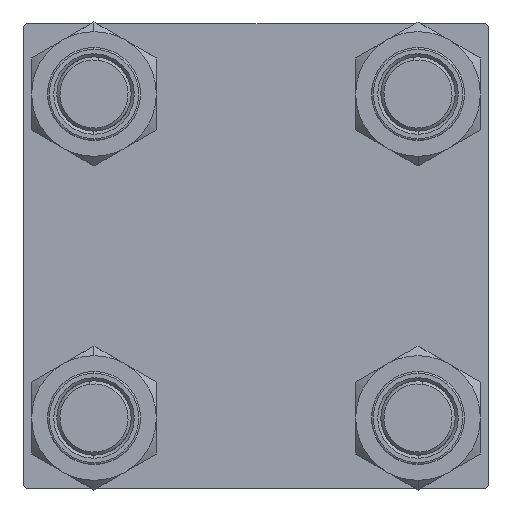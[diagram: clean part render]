
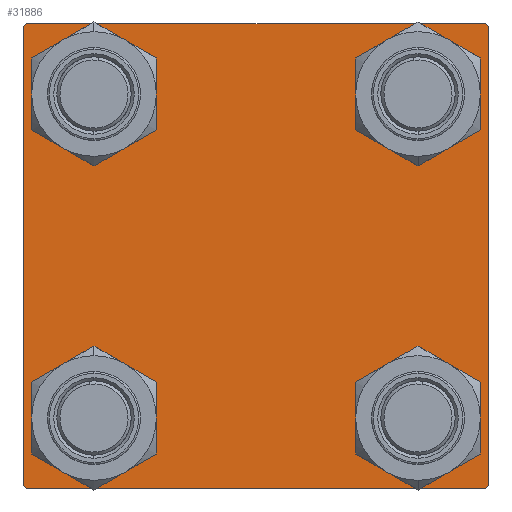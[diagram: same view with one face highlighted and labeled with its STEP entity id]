
A CAD part, left-side view. The second image highlights one B-rep face of the part: STEP entity #31886.
In plain terms, the highlighted planar face has unit normal (-1, 0, 0).
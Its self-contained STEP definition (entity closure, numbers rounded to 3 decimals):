
#301 = AXIS2_PLACEMENT_3D ( 'NONE', #8685, #19862, #32341 ) ;
#455 = VERTEX_POINT ( 'NONE', #31798 ) ;
#470 = EDGE_CURVE ( 'NONE', #455, #10292, #46627, .T. ) ;
#1315 = ORIENTED_EDGE ( 'NONE', *, *, #39048, .F. ) ;
#1358 = CARTESIAN_POINT ( 'NONE',  ( 0., -37.5, 37. ) ) ;
#1841 = DIRECTION ( 'NONE',  ( -1., 0., 0. ) ) ;
#2040 = CARTESIAN_POINT ( 'NONE',  ( 0., -26.15, -26.15 ) ) ;
#2432 = EDGE_LOOP ( 'NONE', ( #35940, #31461 ) ) ;
#4622 = DIRECTION ( 'NONE',  ( 0., 0., 1. ) ) ;
#5382 = DIRECTION ( 'NONE',  ( 1., 0., 0. ) ) ;
#5400 = DIRECTION ( 'NONE',  ( 0., 0., 1. ) ) ;
#5610 = DIRECTION ( 'NONE',  ( 1., 0., 0. ) ) ;
#5678 = VERTEX_POINT ( 'NONE', #28136 ) ;
#5703 = FACE_BOUND ( 'NONE', #44583, .T. ) ;
#5801 = LINE ( 'NONE', #6045, #10013 ) ;
#5821 = DIRECTION ( 'NONE',  ( 0., 0., 1. ) ) ;
#6045 = CARTESIAN_POINT ( 'NONE',  ( 0., 37.25, -37.25 ) ) ;
#6300 = VECTOR ( 'NONE', #48421, 1000. ) ;
#6442 = DIRECTION ( 'NONE',  ( 1., 0., 0. ) ) ;
#7258 = EDGE_CURVE ( 'NONE', #5678, #15489, #10428, .T. ) ;
#7884 = CARTESIAN_POINT ( 'NONE',  ( 0., -26.15, -26.15 ) ) ;
#8642 = CARTESIAN_POINT ( 'NONE',  ( 0., 37.5, 37.5 ) ) ;
#8685 = CARTESIAN_POINT ( 'NONE',  ( 0., 26.15, -26.15 ) ) ;
#9281 = CIRCLE ( 'NONE', #11724, 6.5 ) ;
#9758 = LINE ( 'NONE', #32425, #34575 ) ;
#9987 = CIRCLE ( 'NONE', #38447, 6.5 ) ;
#10013 = VECTOR ( 'NONE', #32271, 1000. ) ;
#10045 = CARTESIAN_POINT ( 'NONE',  ( 0., 26.15, -19.65 ) ) ;
#10068 = CARTESIAN_POINT ( 'NONE',  ( 0., 37., -37.5 ) ) ;
#10292 = VERTEX_POINT ( 'NONE', #40468 ) ;
#10428 = CIRCLE ( 'NONE', #38902, 6.5 ) ;
#10499 = CARTESIAN_POINT ( 'NONE',  ( 0., -26.15, 26.15 ) ) ;
#10950 = ORIENTED_EDGE ( 'NONE', *, *, #22501, .T. ) ;
#11582 = ORIENTED_EDGE ( 'NONE', *, *, #18708, .T. ) ;
#11724 = AXIS2_PLACEMENT_3D ( 'NONE', #40005, #5382, #4622 ) ;
#12925 = CARTESIAN_POINT ( 'NONE',  ( 0., 26.15, 26.15 ) ) ;
#12929 = DIRECTION ( 'NONE',  ( 0., 0., 1. ) ) ;
#13273 = ORIENTED_EDGE ( 'NONE', *, *, #34540, .T. ) ;
#13326 = FACE_BOUND ( 'NONE', #2432, .T. ) ;
#13446 = CARTESIAN_POINT ( 'NONE',  ( 0., 26.15, 26.15 ) ) ;
#14114 = CIRCLE ( 'NONE', #301, 6.5 ) ;
#15069 = CARTESIAN_POINT ( 'NONE',  ( 0., -37.5, 37.5 ) ) ;
#15393 = CARTESIAN_POINT ( 'NONE',  ( 0., 37.5, 37.5 ) ) ;
#15489 = VERTEX_POINT ( 'NONE', #24884 ) ;
#15547 = VECTOR ( 'NONE', #38946, 1000. ) ;
#15779 = DIRECTION ( 'NONE',  ( 0., 0.707, 0.707 ) ) ;
#16730 = AXIS2_PLACEMENT_3D ( 'NONE', #2040, #17574, #5400 ) ;
#17225 = ORIENTED_EDGE ( 'NONE', *, *, #31149, .T. ) ;
#17378 = DIRECTION ( 'NONE',  ( 0., 0., 1. ) ) ;
#17574 = DIRECTION ( 'NONE',  ( 1., 0., 0. ) ) ;
#18708 = EDGE_CURVE ( 'NONE', #41554, #20908, #9987, .T. ) ;
#18916 = ORIENTED_EDGE ( 'NONE', *, *, #36546, .T. ) ;
#19862 = DIRECTION ( 'NONE',  ( 1., 0., 0. ) ) ;
#20444 = DIRECTION ( 'NONE',  ( 0., -0.707, 0.707 ) ) ;
#20908 = VERTEX_POINT ( 'NONE', #23577 ) ;
#21184 = FACE_OUTER_BOUND ( 'NONE', #38649, .T. ) ;
#21356 = AXIS2_PLACEMENT_3D ( 'NONE', #12925, #47848, #36340 ) ;
#21466 = VERTEX_POINT ( 'NONE', #1358 ) ;
#21614 = CARTESIAN_POINT ( 'NONE',  ( 0., 37.5, -37.5 ) ) ;
#21936 = DIRECTION ( 'NONE',  ( 0., 0., 1. ) ) ;
#22177 = CIRCLE ( 'NONE', #42553, 6.5 ) ;
#22501 = EDGE_CURVE ( 'NONE', #27378, #42242, #22177, .T. ) ;
#22649 = CARTESIAN_POINT ( 'NONE',  ( 0., -37.25, 37.25 ) ) ;
#22941 = DIRECTION ( 'NONE',  ( 0., 0., -1. ) ) ;
#22960 = VERTEX_POINT ( 'NONE', #10045 ) ;
#23218 = CIRCLE ( 'NONE', #16730, 6.5 ) ;
#23262 = CARTESIAN_POINT ( 'NONE',  ( 0., -26.15, 19.65 ) ) ;
#23406 = CARTESIAN_POINT ( 'NONE',  ( 0., 37.25, 37.25 ) ) ;
#23577 = CARTESIAN_POINT ( 'NONE',  ( 0., 26.15, 19.65 ) ) ;
#24168 = VECTOR ( 'NONE', #22941, 1000. ) ;
#24884 = CARTESIAN_POINT ( 'NONE',  ( 0., -26.15, -19.65 ) ) ;
#24935 = CARTESIAN_POINT ( 'NONE',  ( 0., -26.15, 26.15 ) ) ;
#25058 = ORIENTED_EDGE ( 'NONE', *, *, #32867, .T. ) ;
#26038 = ORIENTED_EDGE ( 'NONE', *, *, #47137, .F. ) ;
#26169 = CARTESIAN_POINT ( 'NONE',  ( 0., -37., -37.5 ) ) ;
#26602 = CARTESIAN_POINT ( 'NONE',  ( 0., 26.15, -32.65 ) ) ;
#27378 = VERTEX_POINT ( 'NONE', #23262 ) ;
#28136 = CARTESIAN_POINT ( 'NONE',  ( 0., -26.15, -32.65 ) ) ;
#28227 = CARTESIAN_POINT ( 'NONE',  ( 0., 37., 37.5 ) ) ;
#28301 = ORIENTED_EDGE ( 'NONE', *, *, #33786, .T. ) ;
#28727 = CIRCLE ( 'NONE', #21356, 6.5 ) ;
#28749 = VERTEX_POINT ( 'NONE', #26169 ) ;
#28894 = VECTOR ( 'NONE', #43065, 1000. ) ;
#30931 = DIRECTION ( 'NONE',  ( 0., -1., 0. ) ) ;
#31149 = EDGE_CURVE ( 'NONE', #42249, #28749, #44591, .T. ) ;
#31461 = ORIENTED_EDGE ( 'NONE', *, *, #7258, .T. ) ;
#31798 = CARTESIAN_POINT ( 'NONE',  ( 0., 37.5, 37. ) ) ;
#31886 = ADVANCED_FACE ( 'NONE', ( #48250, #13326, #5703, #37487, #21184 ), #49250, .T. ) ;
#32183 = VECTOR ( 'NONE', #30931, 1000. ) ;
#32271 = DIRECTION ( 'NONE',  ( 0., -0.707, -0.707 ) ) ;
#32275 = DIRECTION ( 'NONE',  ( 1., 0., 0. ) ) ;
#32331 = EDGE_LOOP ( 'NONE', ( #42001, #10950 ) ) ;
#32341 = DIRECTION ( 'NONE',  ( 0., 0., 1. ) ) ;
#32425 = CARTESIAN_POINT ( 'NONE',  ( 0., -37.25, -37.25 ) ) ;
#32537 = CARTESIAN_POINT ( 'NONE',  ( 0., -37., 37.5 ) ) ;
#32862 = EDGE_CURVE ( 'NONE', #10292, #42249, #5801, .T. ) ;
#32867 = EDGE_CURVE ( 'NONE', #20908, #41554, #28727, .T. ) ;
#33786 = EDGE_CURVE ( 'NONE', #22960, #42375, #14114, .T. ) ;
#34540 = EDGE_CURVE ( 'NONE', #42375, #22960, #9281, .T. ) ;
#34575 = VECTOR ( 'NONE', #20444, 1000. ) ;
#34758 = ORIENTED_EDGE ( 'NONE', *, *, #32862, .T. ) ;
#35684 = CARTESIAN_POINT ( 'NONE',  ( 0., 26.15, 32.65 ) ) ;
#35940 = ORIENTED_EDGE ( 'NONE', *, *, #42562, .T. ) ;
#36340 = DIRECTION ( 'NONE',  ( 0., 0., 1. ) ) ;
#36546 = EDGE_CURVE ( 'NONE', #21466, #50019, #43056, .T. ) ;
#36645 = DIRECTION ( 'NONE',  ( 0., 0., 1. ) ) ;
#36736 = CARTESIAN_POINT ( 'NONE',  ( 0., 0., 0. ) ) ;
#37487 = FACE_BOUND ( 'NONE', #47088, .T. ) ;
#38447 = AXIS2_PLACEMENT_3D ( 'NONE', #13446, #40951, #5821 ) ;
#38649 = EDGE_LOOP ( 'NONE', ( #44122, #34758, #17225, #46454, #26038, #18916, #1315, #47172 ) ) ;
#38828 = AXIS2_PLACEMENT_3D ( 'NONE', #10499, #6442, #21936 ) ;
#38902 = AXIS2_PLACEMENT_3D ( 'NONE', #7884, #32275, #12929 ) ;
#38946 = DIRECTION ( 'NONE',  ( 0., 0., -1. ) ) ;
#39048 = EDGE_CURVE ( 'NONE', #47724, #50019, #50327, .T. ) ;
#39570 = CARTESIAN_POINT ( 'NONE',  ( 0., -37.5, -37. ) ) ;
#40005 = CARTESIAN_POINT ( 'NONE',  ( 0., 26.15, -26.15 ) ) ;
#40468 = CARTESIAN_POINT ( 'NONE',  ( 0., 37.5, -37. ) ) ;
#40885 = AXIS2_PLACEMENT_3D ( 'NONE', #36736, #1841, #17378 ) ;
#40951 = DIRECTION ( 'NONE',  ( 1., 0., 0. ) ) ;
#41174 = VERTEX_POINT ( 'NONE', #39570 ) ;
#41326 = EDGE_CURVE ( 'NONE', #28749, #41174, #9758, .T. ) ;
#41554 = VERTEX_POINT ( 'NONE', #35684 ) ;
#41876 = VECTOR ( 'NONE', #15779, 1000. ) ;
#42001 = ORIENTED_EDGE ( 'NONE', *, *, #47124, .T. ) ;
#42242 = VERTEX_POINT ( 'NONE', #49068 ) ;
#42249 = VERTEX_POINT ( 'NONE', #10068 ) ;
#42375 = VERTEX_POINT ( 'NONE', #26602 ) ;
#42552 = LINE ( 'NONE', #23406, #28894 ) ;
#42553 = AXIS2_PLACEMENT_3D ( 'NONE', #24935, #5610, #36645 ) ;
#42562 = EDGE_CURVE ( 'NONE', #15489, #5678, #23218, .T. ) ;
#42725 = EDGE_CURVE ( 'NONE', #47724, #455, #42552, .T. ) ;
#43056 = LINE ( 'NONE', #22649, #41876 ) ;
#43065 = DIRECTION ( 'NONE',  ( 0., 0.707, -0.707 ) ) ;
#44122 = ORIENTED_EDGE ( 'NONE', *, *, #470, .T. ) ;
#44583 = EDGE_LOOP ( 'NONE', ( #28301, #13273 ) ) ;
#44591 = LINE ( 'NONE', #21614, #6300 ) ;
#45164 = LINE ( 'NONE', #15069, #24168 ) ;
#46172 = CIRCLE ( 'NONE', #38828, 6.5 ) ;
#46454 = ORIENTED_EDGE ( 'NONE', *, *, #41326, .T. ) ;
#46627 = LINE ( 'NONE', #8642, #15547 ) ;
#47088 = EDGE_LOOP ( 'NONE', ( #11582, #25058 ) ) ;
#47124 = EDGE_CURVE ( 'NONE', #42242, #27378, #46172, .T. ) ;
#47137 = EDGE_CURVE ( 'NONE', #21466, #41174, #45164, .T. ) ;
#47172 = ORIENTED_EDGE ( 'NONE', *, *, #42725, .T. ) ;
#47724 = VERTEX_POINT ( 'NONE', #28227 ) ;
#47848 = DIRECTION ( 'NONE',  ( 1., 0., 0. ) ) ;
#48250 = FACE_BOUND ( 'NONE', #32331, .T. ) ;
#48421 = DIRECTION ( 'NONE',  ( 0., -1., 0. ) ) ;
#49068 = CARTESIAN_POINT ( 'NONE',  ( 0., -26.15, 32.65 ) ) ;
#49250 = PLANE ( 'NONE',  #40885 ) ;
#50019 = VERTEX_POINT ( 'NONE', #32537 ) ;
#50327 = LINE ( 'NONE', #15393, #32183 ) ;
